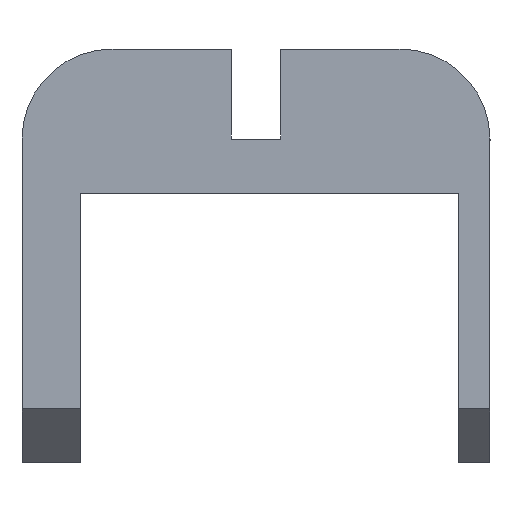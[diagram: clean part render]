
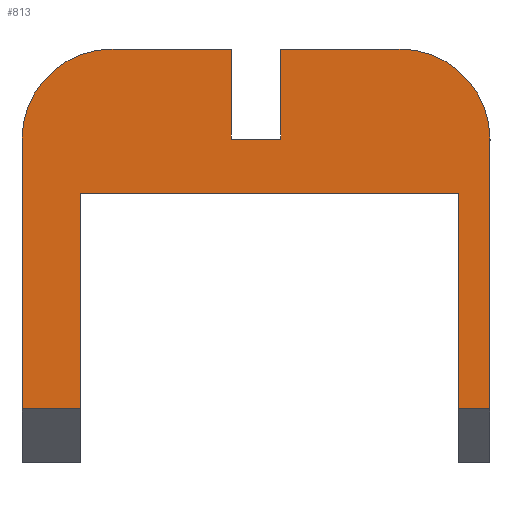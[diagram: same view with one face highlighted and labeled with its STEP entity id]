
A CAD part, front view. The second image highlights one B-rep face of the part: STEP entity #813.
In plain terms, the highlighted planar face has unit normal (0, -1, 0).
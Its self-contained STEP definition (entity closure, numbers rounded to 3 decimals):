
#56=CIRCLE('',#845,10.);
#57=CIRCLE('',#848,10.);
#115=FACE_OUTER_BOUND('',#175,.T.);
#175=EDGE_LOOP('',(#694,#695,#696,#697,#698,#699,#700,#701,#702,#703,#704,
#705,#706,#707));
#187=LINE('',#1120,#267);
#199=LINE('',#1148,#279);
#202=LINE('',#1153,#282);
#210=LINE('',#1170,#290);
#214=LINE('',#1179,#294);
#243=LINE('',#1632,#323);
#246=LINE('',#1636,#326);
#249=LINE('',#1644,#329);
#250=LINE('',#1646,#330);
#251=LINE('',#1648,#331);
#252=LINE('',#1650,#332);
#253=LINE('',#1651,#333);
#267=VECTOR('',#906,10.);
#279=VECTOR('',#926,10.);
#282=VECTOR('',#931,10.);
#290=VECTOR('',#945,10.);
#294=VECTOR('',#955,10.);
#323=VECTOR('',#1064,10.);
#326=VECTOR('',#1069,10.);
#329=VECTOR('',#1080,10.);
#330=VECTOR('',#1083,10.);
#331=VECTOR('',#1084,10.);
#332=VECTOR('',#1085,10.);
#333=VECTOR('',#1086,10.);
#347=VERTEX_POINT('',#1117);
#348=VERTEX_POINT('',#1119);
#359=VERTEX_POINT('',#1145);
#360=VERTEX_POINT('',#1147);
#361=VERTEX_POINT('',#1151);
#366=VERTEX_POINT('',#1167);
#367=VERTEX_POINT('',#1169);
#368=VERTEX_POINT('',#1173);
#369=VERTEX_POINT('',#1175);
#370=VERTEX_POINT('',#1181);
#406=VERTEX_POINT('',#1629);
#407=VERTEX_POINT('',#1631);
#409=VERTEX_POINT('',#1647);
#410=VERTEX_POINT('',#1649);
#419=EDGE_CURVE('',#348,#347,#187,.T.);
#433=EDGE_CURVE('',#360,#359,#199,.T.);
#436=EDGE_CURVE('',#361,#359,#202,.T.);
#444=EDGE_CURVE('',#366,#367,#210,.T.);
#447=EDGE_CURVE('',#368,#369,#56,.T.);
#449=EDGE_CURVE('',#348,#368,#214,.T.);
#451=EDGE_CURVE('',#370,#361,#57,.T.);
#504=EDGE_CURVE('',#406,#407,#243,.T.);
#507=EDGE_CURVE('',#366,#407,#246,.T.);
#511=EDGE_CURVE('',#406,#369,#249,.T.);
#512=EDGE_CURVE('',#360,#347,#250,.T.);
#513=EDGE_CURVE('',#409,#370,#251,.T.);
#514=EDGE_CURVE('',#410,#409,#252,.T.);
#515=EDGE_CURVE('',#367,#410,#253,.T.);
#694=ORIENTED_EDGE('',*,*,#512,.F.);
#695=ORIENTED_EDGE('',*,*,#433,.T.);
#696=ORIENTED_EDGE('',*,*,#436,.F.);
#697=ORIENTED_EDGE('',*,*,#451,.F.);
#698=ORIENTED_EDGE('',*,*,#513,.F.);
#699=ORIENTED_EDGE('',*,*,#514,.F.);
#700=ORIENTED_EDGE('',*,*,#515,.F.);
#701=ORIENTED_EDGE('',*,*,#444,.F.);
#702=ORIENTED_EDGE('',*,*,#507,.T.);
#703=ORIENTED_EDGE('',*,*,#504,.F.);
#704=ORIENTED_EDGE('',*,*,#511,.T.);
#705=ORIENTED_EDGE('',*,*,#447,.F.);
#706=ORIENTED_EDGE('',*,*,#449,.F.);
#707=ORIENTED_EDGE('',*,*,#419,.T.);
#768=PLANE('',#892);
#813=ADVANCED_FACE('',(#115),#768,.T.);
#845=AXIS2_PLACEMENT_3D('',#1176,#950,#951);
#848=AXIS2_PLACEMENT_3D('',#1183,#959,#960);
#892=AXIS2_PLACEMENT_3D('',#1645,#1081,#1082);
#906=DIRECTION('',(0.,0.,-1.));
#926=DIRECTION('',(0.,0.,1.));
#931=DIRECTION('',(1.,0.,0.));
#945=DIRECTION('',(-1.,0.,0.));
#950=DIRECTION('center_axis',(0.,1.,0.));
#951=DIRECTION('ref_axis',(0.707,0.,0.707));
#955=DIRECTION('',(1.,0.,0.));
#959=DIRECTION('center_axis',(0.,1.,0.));
#960=DIRECTION('ref_axis',(-0.707,0.,0.707));
#1064=DIRECTION('',(-1.,0.,0.));
#1069=DIRECTION('',(0.,0.,-1.));
#1080=DIRECTION('',(0.,0.,1.));
#1081=DIRECTION('center_axis',(0.,-1.,0.));
#1082=DIRECTION('ref_axis',(1.,0.,0.));
#1083=DIRECTION('',(1.,0.,0.));
#1084=DIRECTION('',(0.,0.,1.));
#1085=DIRECTION('',(-1.,0.,0.));
#1086=DIRECTION('',(0.,0.,-1.));
#1117=CARTESIAN_POINT('',(1.75,-13.91,23.));
#1119=CARTESIAN_POINT('',(1.75,-13.91,33.));
#1120=CARTESIAN_POINT('',(1.75,-13.91,22.5));
#1145=CARTESIAN_POINT('',(-3.75,-13.91,33.));
#1147=CARTESIAN_POINT('',(-3.75,-13.91,23.));
#1148=CARTESIAN_POINT('',(-3.75,-13.91,22.5));
#1151=CARTESIAN_POINT('',(-17.,-13.91,33.));
#1153=CARTESIAN_POINT('',(-27.,-13.91,33.));
#1167=CARTESIAN_POINT('',(21.5,-13.91,17.));
#1169=CARTESIAN_POINT('',(-20.5,-13.91,17.));
#1170=CARTESIAN_POINT('',(-20.722,-13.91,17.));
#1173=CARTESIAN_POINT('',(15.,-13.91,33.));
#1175=CARTESIAN_POINT('',(25.,-13.91,23.));
#1176=CARTESIAN_POINT('Origin',(15.,-13.91,23.));
#1179=CARTESIAN_POINT('',(25.,-13.91,33.));
#1181=CARTESIAN_POINT('',(-27.,-13.91,23.));
#1183=CARTESIAN_POINT('Origin',(-17.,-13.91,23.));
#1629=CARTESIAN_POINT('',(25.,-13.91,-6.99));
#1631=CARTESIAN_POINT('',(21.5,-13.91,-6.99));
#1632=CARTESIAN_POINT('',(-25.5,-13.91,-6.99));
#1636=CARTESIAN_POINT('',(21.5,-13.91,-10.99));
#1644=CARTESIAN_POINT('',(25.,-13.91,23.));
#1645=CARTESIAN_POINT('Origin',(-26.,-13.91,22.));
#1646=CARTESIAN_POINT('',(12.,-13.91,23.));
#1647=CARTESIAN_POINT('',(-27.,-13.91,-6.99));
#1648=CARTESIAN_POINT('',(-27.,-13.91,23.));
#1649=CARTESIAN_POINT('',(-20.5,-13.91,-6.99));
#1650=CARTESIAN_POINT('',(-25.5,-13.91,-6.99));
#1651=CARTESIAN_POINT('',(-20.5,-13.91,-10.99));
